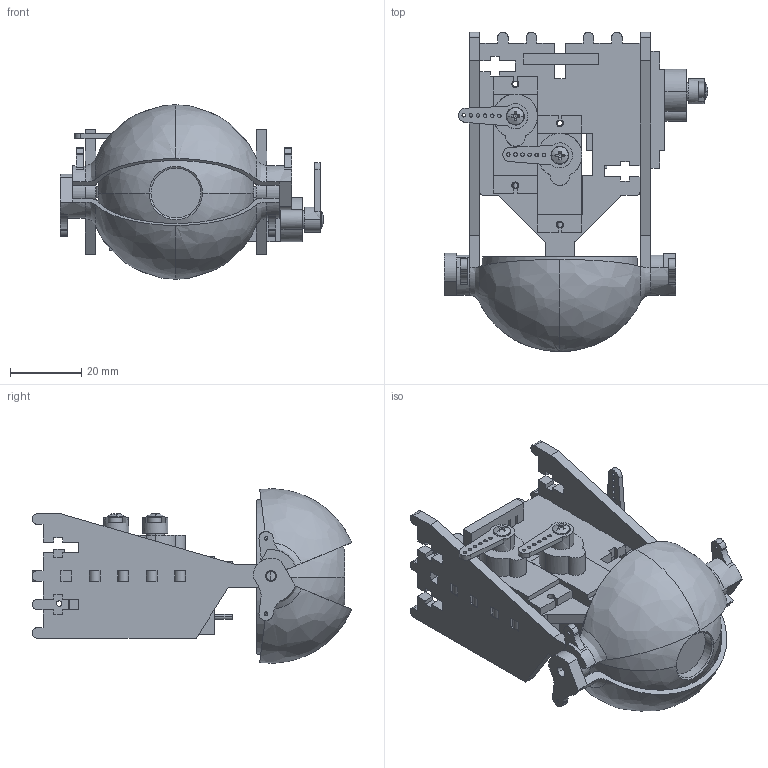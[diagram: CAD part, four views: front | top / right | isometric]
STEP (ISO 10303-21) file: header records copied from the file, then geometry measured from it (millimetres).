
FILE_DESCRIPTION(/* description */ (''),/* implementation_level */ '2;1');
FILE_NAME(/* name */ 'eye_3D',/* time_stamp */ '2017-05-16T16:28:10+02:00',/* author */ (''),/* organization */ (''),/* preprocessor_version */ 'ST-DEVELOPER v15',/* originating_system */ '',/* authorisation */ '');
FILE_SCHEMA (('AUTOMOTIVE_DESIGN'));
Length unit declared in the file: millimetre
Products named in the file (1): Document
Bounding box: 74.05 x 89.63 x 48.99 mm (x, y, z)
Volume: 49466.2 mm3; surface area: 39819.9 mm2
Topology: 17 solids, 17 shells, 896 faces, 2448 edges, 1589 vertices
Faces by surface type: bspline 540, plane 356
Entity records: 33798 total; most frequent: CARTESIAN_POINT 19563, ORIENTED_EDGE 4864, EDGE_CURVE 2432, VERTEX_POINT 1589, B_SPLINE_CURVE_WITH_KNOTS 1085, EDGE_LOOP 1045, ADVANCED_FACE 896, FACE_OUTER_BOUND 896
